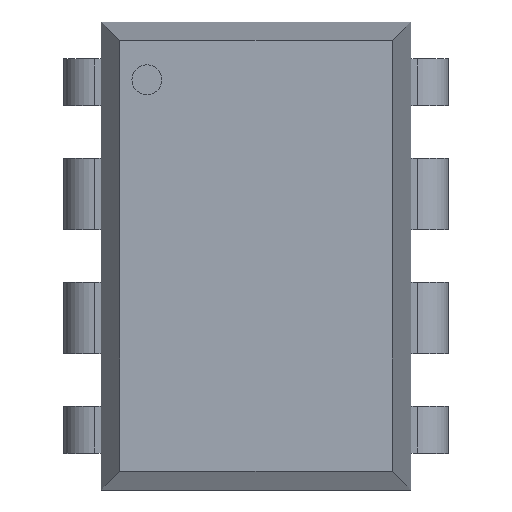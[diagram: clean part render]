
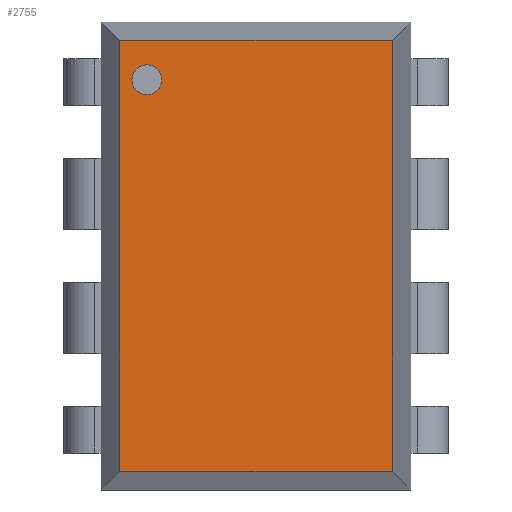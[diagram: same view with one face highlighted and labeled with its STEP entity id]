
A CAD part, top view. The second image highlights one B-rep face of the part: STEP entity #2755.
In plain terms, the highlighted planar face has unit normal (0, 0, 1).
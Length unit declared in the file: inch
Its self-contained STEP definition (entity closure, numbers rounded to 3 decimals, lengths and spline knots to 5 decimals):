
#13=FACE_BOUND('',#381,.T.);
#67=CIRCLE('',#2954,0.01207);
#229=FACE_OUTER_BOUND('',#380,.T.);
#380=EDGE_LOOP('',(#2449,#2450,#2451,#2452));
#381=EDGE_LOOP('',(#2453));
#721=LINE('',#4444,#1067);
#724=LINE('',#4449,#1070);
#726=LINE('',#4453,#1072);
#727=LINE('',#4455,#1073);
#1067=VECTOR('',#3651,39.37008);
#1070=VECTOR('',#3656,39.37008);
#1072=VECTOR('',#3660,39.37008);
#1073=VECTOR('',#3663,39.37008);
#1316=VERTEX_POINT('',#4413);
#1325=VERTEX_POINT('',#4441);
#1326=VERTEX_POINT('',#4443);
#1327=VERTEX_POINT('',#4447);
#1328=VERTEX_POINT('',#4451);
#1685=EDGE_CURVE('',#1316,#1316,#67,.T.);
#1699=EDGE_CURVE('',#1326,#1325,#721,.T.);
#1702=EDGE_CURVE('',#1325,#1327,#724,.T.);
#1704=EDGE_CURVE('',#1327,#1328,#726,.T.);
#1705=EDGE_CURVE('',#1328,#1326,#727,.T.);
#2449=ORIENTED_EDGE('',*,*,#1699,.T.);
#2450=ORIENTED_EDGE('',*,*,#1702,.T.);
#2451=ORIENTED_EDGE('',*,*,#1704,.T.);
#2452=ORIENTED_EDGE('',*,*,#1705,.T.);
#2453=ORIENTED_EDGE('',*,*,#1685,.F.);
#2605=PLANE('',#2963);
#2755=ADVANCED_FACE('',(#229,#13),#2605,.T.);
#2954=AXIS2_PLACEMENT_3D('',#4415,#3626,#3627);
#2963=AXIS2_PLACEMENT_3D('',#4456,#3664,#3665);
#3626=DIRECTION('center_axis',(0.,0.,1.));
#3627=DIRECTION('ref_axis',(0.,-1.,0.));
#3651=DIRECTION('',(1.,0.,0.));
#3656=DIRECTION('',(0.,1.,0.));
#3660=DIRECTION('',(-1.,0.,0.));
#3663=DIRECTION('',(0.,-1.,0.));
#3664=DIRECTION('center_axis',(0.,0.,1.));
#3665=DIRECTION('ref_axis',(0.,-1.,0.));
#4413=CARTESIAN_POINT('',(-0.08799,0.02532,0.37125));
#4415=CARTESIAN_POINT('Origin',(-0.08799,0.01325,
0.37125));
#4441=CARTESIAN_POINT('',(0.11001,-0.30251,0.37125));
#4443=CARTESIAN_POINT('',(-0.11001,-0.30251,0.37125));
#4444=CARTESIAN_POINT('',(-0.125,-0.30251,0.37125));
#4447=CARTESIAN_POINT('',(0.11001,0.04501,0.37125));
#4449=CARTESIAN_POINT('',(0.11001,-0.3175,0.37125));
#4451=CARTESIAN_POINT('',(-0.11001,0.04501,0.37125));
#4453=CARTESIAN_POINT('',(0.125,0.04501,0.37125));
#4455=CARTESIAN_POINT('',(-0.11001,0.06,0.37125));
#4456=CARTESIAN_POINT('Origin',(0.,-0.12875,0.37125));
